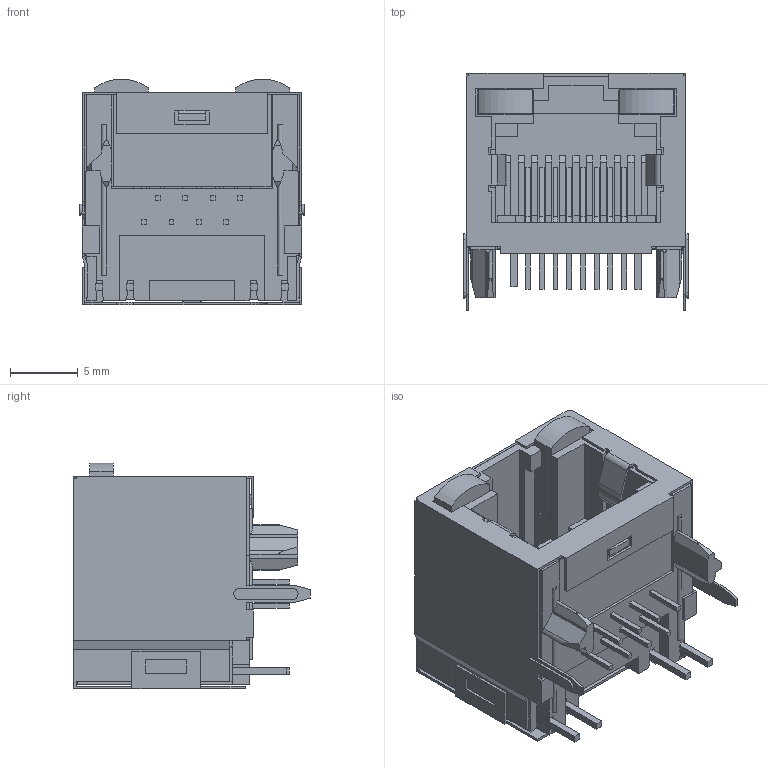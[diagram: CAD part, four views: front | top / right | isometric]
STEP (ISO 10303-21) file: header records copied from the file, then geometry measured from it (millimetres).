
FILE_DESCRIPTION((''),'2;1');
FILE_NAME('C-6116075-01-3','2007-09-05T',('workeradm'),('Tyco Electronics Corporation'),'PRO/ENGINEER BY PARAMETRIC TECHNOLOGY CORPORATION, 2005450','PRO/ENGINEER BY PARAMETRIC TECHNOLOGY CORPORATION, 2005450','');
FILE_SCHEMA(('CONFIG_CONTROL_DESIGN', 'GEOMETRIC_VALIDATION_PROPERTIES_MIM'));
Length unit declared in the file: millimetre
Products named in the file (1): C-6116075-01-3
Bounding box: 16.64 x 17.53 x 16.71 mm (x, y, z)
Volume: 1733 mm3; surface area: 4866.1 mm2
Topology: 1 solids, 1 shells, 649 faces, 2029 edges, 1342 vertices
Faces by surface type: plane 577, cylinder 72
Entity records: 22579 total; most frequent: CARTESIAN_POINT 4179, ORIENTED_EDGE 4058, DIRECTION 3467, EDGE_CURVE 2029, VECTOR 1859, LINE 1859, VERTEX_POINT 1342, AXIS2_PLACEMENT_3D 804
